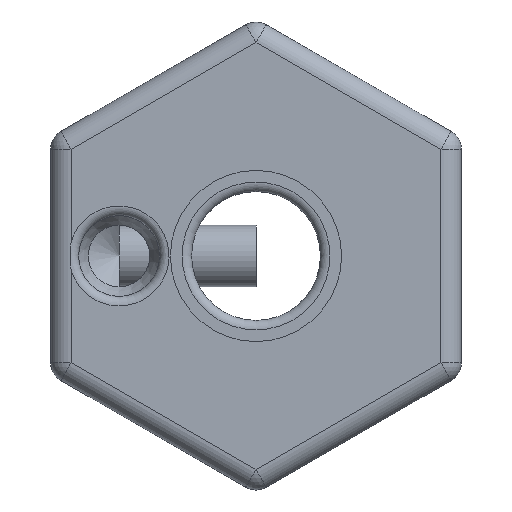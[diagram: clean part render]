
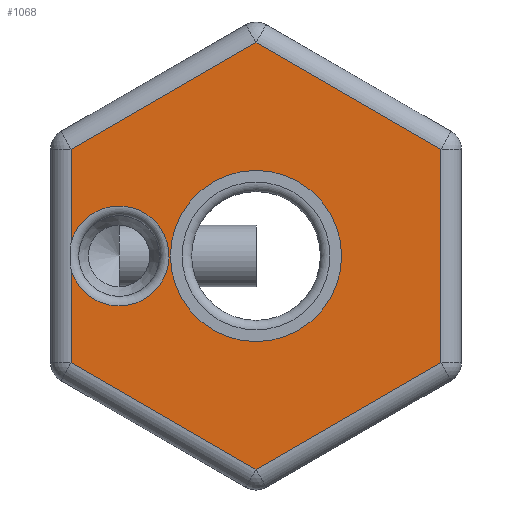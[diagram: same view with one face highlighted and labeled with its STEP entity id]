
A CAD part, front view. The second image highlights one B-rep face of the part: STEP entity #1068.
In plain terms, the highlighted planar face has unit normal (0, -1, 0).
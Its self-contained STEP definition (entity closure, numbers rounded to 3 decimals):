
#53=FACE_BOUND('',#334,.T.);
#63=PLANE('',#1226);
#76=LINE('',#1762,#129);
#78=LINE('',#1769,#131);
#88=LINE('',#1842,#141);
#96=LINE('',#1872,#149);
#100=LINE('',#1885,#153);
#102=LINE('',#1888,#155);
#106=LINE('',#1894,#159);
#129=VECTOR('',#1375,10.);
#131=VECTOR('',#1381,10.);
#141=VECTOR('',#1469,10.);
#149=VECTOR('',#1507,10.);
#153=VECTOR('',#1523,10.);
#155=VECTOR('',#1527,10.);
#159=VECTOR('',#1535,10.);
#257=FACE_OUTER_BOUND('',#333,.T.);
#333=EDGE_LOOP('',(#898,#899,#900,#901,#902,#903,#904,#905,#906));
#334=EDGE_LOOP('',(#907));
#381=CIRCLE('',#1148,3.65);
#384=CIRCLE('',#1151,3.65);
#424=CIRCLE('',#1227,6.25);
#471=VERTEX_POINT('',#1742);
#472=VERTEX_POINT('',#1743);
#473=VERTEX_POINT('',#1754);
#475=VERTEX_POINT('',#1761);
#478=VERTEX_POINT('',#1767);
#491=VERTEX_POINT('',#1799);
#501=VERTEX_POINT('',#1833);
#508=VERTEX_POINT('',#1863);
#511=VERTEX_POINT('',#1876);
#514=VERTEX_POINT('',#1912);
#574=EDGE_CURVE('',#472,#473,#381,.T.);
#577=EDGE_CURVE('',#473,#471,#384,.T.);
#578=EDGE_CURVE('',#471,#475,#76,.T.);
#582=EDGE_CURVE('',#478,#472,#78,.T.);
#617=EDGE_CURVE('',#491,#501,#88,.T.);
#633=EDGE_CURVE('',#501,#508,#96,.T.);
#640=EDGE_CURVE('',#508,#511,#100,.T.);
#642=EDGE_CURVE('',#511,#478,#102,.T.);
#646=EDGE_CURVE('',#475,#491,#106,.T.);
#655=EDGE_CURVE('',#514,#514,#424,.T.);
#898=ORIENTED_EDGE('',*,*,#574,.F.);
#899=ORIENTED_EDGE('',*,*,#582,.F.);
#900=ORIENTED_EDGE('',*,*,#642,.F.);
#901=ORIENTED_EDGE('',*,*,#640,.F.);
#902=ORIENTED_EDGE('',*,*,#633,.F.);
#903=ORIENTED_EDGE('',*,*,#617,.F.);
#904=ORIENTED_EDGE('',*,*,#646,.F.);
#905=ORIENTED_EDGE('',*,*,#578,.F.);
#906=ORIENTED_EDGE('',*,*,#577,.F.);
#907=ORIENTED_EDGE('',*,*,#655,.T.);
#1068=ADVANCED_FACE('',(#257,#53),#63,.F.);
#1148=AXIS2_PLACEMENT_3D('',#1755,#1365,#1366);
#1151=AXIS2_PLACEMENT_3D('',#1759,#1371,#1372);
#1226=AXIS2_PLACEMENT_3D('',#1911,#1559,#1560);
#1227=AXIS2_PLACEMENT_3D('',#1913,#1561,#1562);
#1365=DIRECTION('center_axis',(0.,-1.,0.));
#1366=DIRECTION('ref_axis',(0.,0.,-1.));
#1371=DIRECTION('center_axis',(0.,-1.,0.));
#1372=DIRECTION('ref_axis',(0.,0.,-1.));
#1375=DIRECTION('',(0.,0.,1.));
#1381=DIRECTION('',(0.,0.,1.));
#1469=DIRECTION('',(0.866,0.,-0.5));
#1507=DIRECTION('',(0.,0.,-1.));
#1523=DIRECTION('',(-0.866,0.,-0.5));
#1527=DIRECTION('',(-0.866,0.,0.5));
#1535=DIRECTION('',(0.866,0.,0.5));
#1559=DIRECTION('center_axis',(0.,1.,0.));
#1560=DIRECTION('ref_axis',(1.,0.,0.));
#1561=DIRECTION('center_axis',(0.,1.,0.));
#1562=DIRECTION('ref_axis',(1.,0.,0.));
#1742=CARTESIAN_POINT('',(-13.5,-18.,1.036));
#1743=CARTESIAN_POINT('',(-13.5,-18.,-1.036));
#1754=CARTESIAN_POINT('',(-10.,-18.,-3.65));
#1755=CARTESIAN_POINT('Origin',(-10.,-18.,0.));
#1759=CARTESIAN_POINT('Origin',(-10.,-18.,0.));
#1761=CARTESIAN_POINT('',(-13.5,-18.,7.794));
#1762=CARTESIAN_POINT('',(-13.5,-18.,4.33));
#1767=CARTESIAN_POINT('',(-13.5,-18.,-7.794));
#1769=CARTESIAN_POINT('',(-13.5,-18.,4.33));
#1799=CARTESIAN_POINT('',(0.,-18.,15.588));
#1833=CARTESIAN_POINT('',(13.5,-18.,7.794));
#1842=CARTESIAN_POINT('',(10.5,-18.,9.526));
#1863=CARTESIAN_POINT('',(13.5,-18.,-7.794));
#1872=CARTESIAN_POINT('',(13.5,-18.,-4.33));
#1876=CARTESIAN_POINT('',(0.,-18.,-15.588));
#1885=CARTESIAN_POINT('',(3.,-18.,-13.856));
#1888=CARTESIAN_POINT('',(-10.5,-18.,-9.526));
#1894=CARTESIAN_POINT('',(-3.,-18.,13.856));
#1911=CARTESIAN_POINT('Origin',(0.,-18.,0.));
#1912=CARTESIAN_POINT('',(-6.25,-18.,0.));
#1913=CARTESIAN_POINT('Origin',(0.,-18.,0.));
